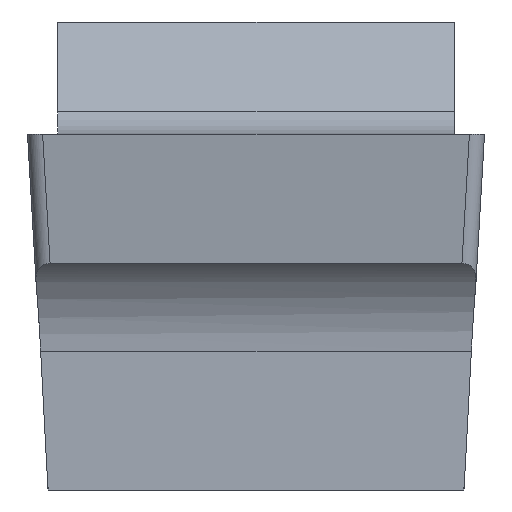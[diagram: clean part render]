
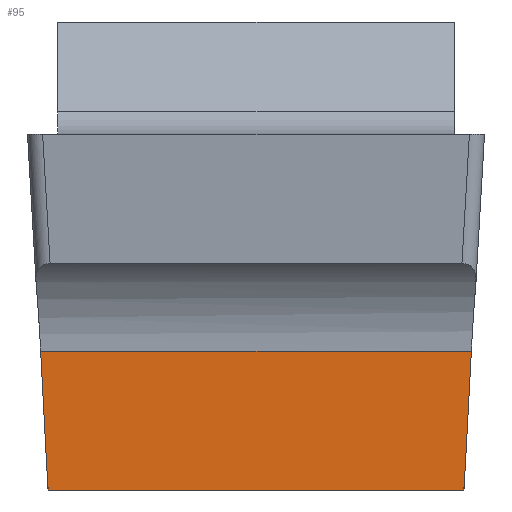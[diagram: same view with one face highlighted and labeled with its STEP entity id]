
A CAD part, front view. The second image highlights one B-rep face of the part: STEP entity #95.
In plain terms, the highlighted planar face has unit normal (0, -1, 0).
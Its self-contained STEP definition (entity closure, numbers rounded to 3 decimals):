
#95=ADVANCED_FACE('',(#159),#121,.T.);
#121=PLANE('',#888);
#159=FACE_OUTER_BOUND('',#199,.T.);
#199=EDGE_LOOP('',(#563,#564,#565,#566,#567,#568));
#209=LINE('',#1131,#287);
#228=LINE('',#1187,#306);
#236=LINE('',#1202,#314);
#279=LINE('',#1542,#357);
#287=VECTOR('',#910,1.);
#306=VECTOR('',#951,1.);
#314=VECTOR('',#961,1.);
#357=VECTOR('',#1078,1.);
#563=ORIENTED_EDGE('',*,*,#713,.F.);
#564=ORIENTED_EDGE('',*,*,#672,.F.);
#565=ORIENTED_EDGE('',*,*,#714,.F.);
#566=ORIENTED_EDGE('',*,*,#698,.F.);
#567=ORIENTED_EDGE('',*,*,#775,.T.);
#568=ORIENTED_EDGE('',*,*,#706,.F.);
#596=VERTEX_POINT('',#1130);
#597=VERTEX_POINT('',#1132);
#617=VERTEX_POINT('',#1185);
#619=VERTEX_POINT('',#1188);
#624=VERTEX_POINT('',#1201);
#625=VERTEX_POINT('',#1203);
#672=EDGE_CURVE('',#596,#597,#209,.T.);
#698=EDGE_CURVE('',#617,#619,#228,.T.);
#706=EDGE_CURVE('',#624,#625,#236,.T.);
#713=EDGE_CURVE('',#597,#624,#787,.T.);
#714=EDGE_CURVE('',#619,#596,#788,.T.);
#775=EDGE_CURVE('',#617,#625,#279,.T.);
#787=ELLIPSE('',#853,1.644,0.2);
#788=ELLIPSE('',#855,1.644,0.2);
#853=AXIS2_PLACEMENT_3D('',#1219,#970,#971);
#855=AXIS2_PLACEMENT_3D('',#1221,#974,#975);
#888=AXIS2_PLACEMENT_3D('',#1543,#1079,#1080);
#910=DIRECTION('',(-1.,0.,0.));
#951=DIRECTION('',(-0.052,0.,-0.999));
#961=DIRECTION('',(-0.052,0.,0.999));
#970=DIRECTION('',(0.,1.,0.));
#971=DIRECTION('',(0.058,0.,-0.998));
#974=DIRECTION('',(0.,1.,0.));
#975=DIRECTION('',(-0.058,0.,-0.998));
#1078=DIRECTION('',(-1.,0.,0.));
#1079=DIRECTION('',(0.,-1.,0.));
#1080=DIRECTION('',(0.,0.,-1.));
#1130=CARTESIAN_POINT('',(2.728,0.35,-4.672));
#1131=CARTESIAN_POINT('',(-2.6,0.35,-4.672));
#1132=CARTESIAN_POINT('',(-2.728,0.35,-4.672));
#1185=CARTESIAN_POINT('',(2.827,0.35,-2.85));
#1187=CARTESIAN_POINT('',(2.854,0.35,-2.335));
#1188=CARTESIAN_POINT('',(2.745,0.35,-4.407));
#1201=CARTESIAN_POINT('',(-2.745,0.35,-4.407));
#1202=CARTESIAN_POINT('',(-2.854,0.35,-2.335));
#1203=CARTESIAN_POINT('',(-2.827,0.35,-2.85));
#1219=CARTESIAN_POINT('',(-2.541,0.35,-4.467));
#1221=CARTESIAN_POINT('',(2.541,0.35,-4.467));
#1542=CARTESIAN_POINT('',(10.,0.35,-2.85));
#1543=CARTESIAN_POINT('',(10.,0.35,-12.85));
